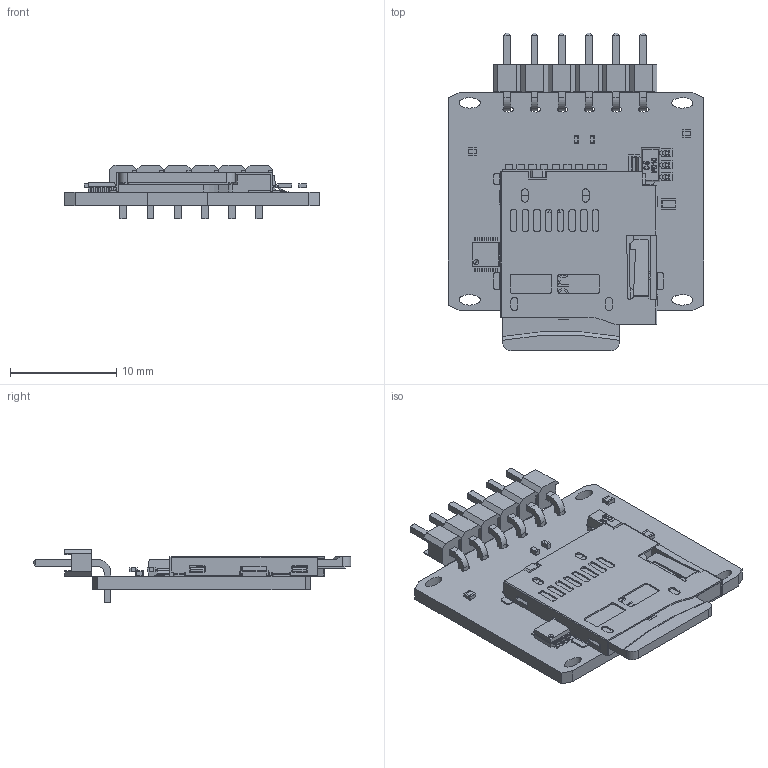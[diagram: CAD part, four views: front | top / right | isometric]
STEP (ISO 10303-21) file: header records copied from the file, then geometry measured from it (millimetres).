
FILE_DESCRIPTION(/* description */ (''),/* implementation_level */ '2;1');
FILE_NAME(/* name */ 'Product_TF Micro SD Card Memory Modul Arduino_shrink.step',/* time_stamp */ '2020-08-19T13:38:09+02:00',/* author */ (''),/* organization */ (''),/* preprocessor_version */ 'ST-DEVELOPER v18.1',/* originating_system */ 'Autodesk Translation Framework v9.3.0.1241',/* authorisation */ '');
FILE_SCHEMA (('AUTOMOTIVE_DESIGN { 1 0 10303 214 3 1 1 }'));
Products named in the file (15): Product_TF Micro SD Card Memory Modul Arduino; PCB; slot; sd; nano - reg; cap_603_1; LVC125A; 1 Pin 2.54 mm Right Angle Single Row Pin Header Male 90 degrees Needl
e Connector; 1 Pin 2.54 mm Right Angle Single Row Pin Header Male 90 degrees Needl
e Connector_1; 1 Pin 2.54 mm Right Angle Single Row Pin Header Male 90 degrees Needl
e Connector_2; 1 Pin 2.54 mm Right Angle Single Row Pin Header Male 90 degrees Needl
e Connector_3; 1 Pin 2.54 mm Right Angle Single Row Pin Header Male 90 degrees Needl
e Connector_4; 1 Pin 2.54 mm Right Angle Single Row Pin Header Male 90 degrees Needl
e Connector_5; res_603; cap_603
Assembly tree (19 placements, depth 2):
  Product_TF Micro SD Card Memory Modul Arduino
    PCB
    slot
    sd
    nano - reg
    res_603  x4
    cap_603  x3
    cap_603_1
    LVC125A
    1 Pin 2.54 mm Right Angle Single Row Pin Header Male 90 degrees Needl
e Connector
    1 Pin 2.54 mm Right Angle Single Row Pin Header Male 90 degrees Needl
e Connector_1
    1 Pin 2.54 mm Right Angle Single Row Pin Header Male 90 degrees Needl
e Connector_2
    1 Pin 2.54 mm Right Angle Single Row Pin Header Male 90 degrees Needl
e Connector_3
    1 Pin 2.54 mm Right Angle Single Row Pin Header Male 90 degrees Needl
e Connector_4
    1 Pin 2.54 mm Right Angle Single Row Pin Header Male 90 degrees Needl
e Connector_5
Bounding box: 24 x 29.86 x 5.04 mm (x, y, z)
Volume: 1054.1 mm3; surface area: 2825.6 mm2
Topology: 41 solids, 41 shells, 1902 faces, 5095 edges, 3271 vertices
Faces by surface type: plane 1362, bspline 326, cylinder 211, cone 3
Full cylindrical faces by diameter (mm): 0.8 x2
Entity records: 57360 total; most frequent: CARTESIAN_POINT 14740, ORIENTED_EDGE 9110, DIRECTION 8156, EDGE_CURVE 4555, LINE 3798, VECTOR 3798, VERTEX_POINT 2991, AXIS2_PLACEMENT_3D 2179
